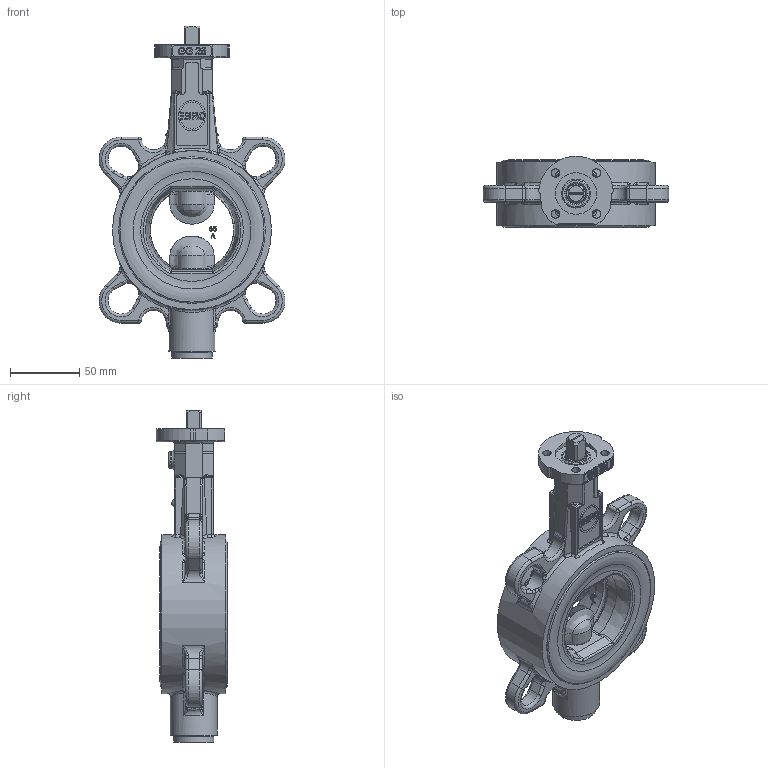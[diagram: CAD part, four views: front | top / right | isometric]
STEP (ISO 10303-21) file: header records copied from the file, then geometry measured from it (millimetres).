
FILE_DESCRIPTION((''),'2;1');
FILE_NAME('Z411-A DN65 Da75 SDR11-17-33.stp','2014-08-06T13:06:09',('zank'),(''),'Autodesk Inventor 2013','Autodesk Inventor 2013','');
FILE_SCHEMA(('AUTOMOTIVE_DESIGN { 1 0 10303 214 1 1 1 1 }'));
Length unit declared in the file: millimetre
Products named in the file (14): Z411-A da 075; Z51F-065-0001-22; ME1Y-065-0000-22; KLXF-050-0005-42 (1); KLXF-050-0005-42 (2); WOVB-050-0001-46; WUXB-050-0000-42; DIN 908  (Feingewinde) M24 x 1.5; DIN 915  (Regelgewinde) M6 x 10; SN2F-065-0003-31; O-Ring 10x2; KTXF-100-0000-30; DIN EN ISO 8746  A 3 x 6 - A St; DIN 7603  A A24 x 29  (Pag)
Assembly tree (17 placements, depth 2):
  Z411-A da 075
    Z51F-065-0001-22
    ME1Y-065-0000-22
    KLXF-050-0005-42 (1)  x2
    KLXF-050-0005-42 (2)
    WOVB-050-0001-46
    WUXB-050-0000-42
    DIN 908  (Feingewinde) M24 x 1.5
    DIN 915  (Regelgewinde) M6 x 10
    SN2F-065-0003-31
    O-Ring 10x2  x3
    KTXF-100-0000-30
    DIN EN ISO 8746  A 3 x 6 - A St  x2
    DIN 7603  A A24 x 29  (Pag)
Bounding box: 134.48 x 51.48 x 240.1 mm (x, y, z)
Volume: 485102.6 mm3; surface area: 156640.9 mm2
Topology: 20 solids, 20 shells, 1171 faces, 2919 edges, 1761 vertices
Faces by surface type: bspline 369, plane 360, cylinder 227, torus 122, cone 59, sphere 34
Full cylindrical faces by diameter (mm): 3 x2, 3.2 x2, 4 x1, 4.917 x2, 6 x5, 10 x3, 10.8 x3, 11 x1, 12.2 x3, 13.5 x2, 14 x10, 14.18 x3, 14.2 x2, 20.95 x3, 21 x4, 21.2 x3, 22.376 x1, 24 x1, 24.3 x1, 28.9 x1, 29 x1, 30 x1, 34 x1, 77.5 x2, 78.3 x2, 99.8 x2, 100 x2, 105.8 x2, 106 x2, 115 x1
Entity records: 43871 total; most frequent: CARTESIAN_POINT 19390, ORIENTED_EDGE 5276, DIRECTION 4221, EDGE_CURVE 2638, VERTEX_POINT 1690, AXIS2_PLACEMENT_3D 1639, EDGE_LOOP 1338, FACE_OUTER_BOUND 1135
